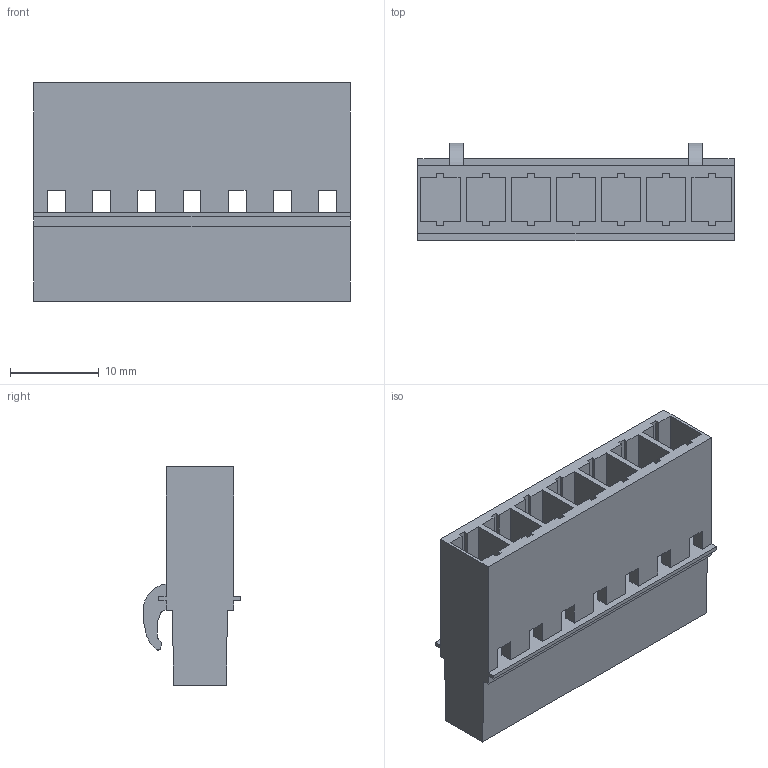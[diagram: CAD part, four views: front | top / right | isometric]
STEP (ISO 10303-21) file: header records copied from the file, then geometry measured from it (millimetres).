
FILE_DESCRIPTION(('CATIA V5 STEP Exchange','CAx-IF Rec.Pracs.--- Model Styling and Organization---1.2---2011-12-15'),'2;1');
FILE_NAME ('D1453352_0_1610540000_1610540000.stp','2018-09-01T02:39:08+00:00',('none'),('Weidmueller'),'CATIA Version 5-6 Release 2014','CATIA V5 STEP AP214','none');
FILE_SCHEMA(('AUTOMOTIVE_DESIGN { 1 0 10303 214 1 1 1 1 }'));
Length unit declared in the file: millimetre
Products named in the file (1): 1610540000
Bounding box: 35.56 x 11 x 24.55 mm (x, y, z)
Volume: 3678.5 mm3; surface area: 5067.5 mm2
Topology: 1 solids, 1 shells, 220 faces, 668 edges, 440 vertices
Faces by surface type: plane 174, cylinder 32, cone 14
Entity records: 6767 total; most frequent: ORIENTED_EDGE 1336, CARTESIAN_POINT 1212, DIRECTION 859, EDGE_CURVE 668, VECTOR 585, LINE 585, VERTEX_POINT 440, EDGE_LOOP 238
